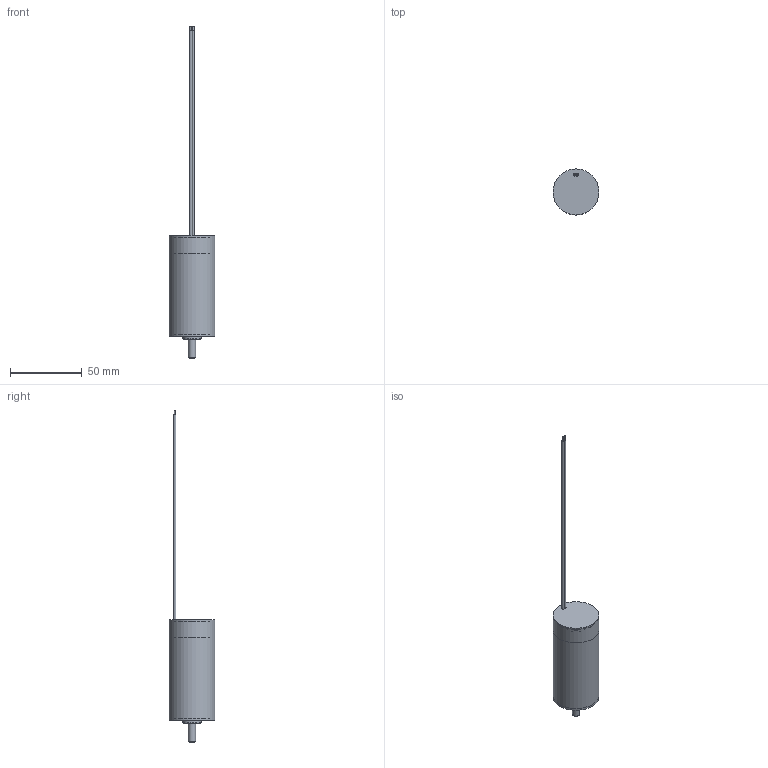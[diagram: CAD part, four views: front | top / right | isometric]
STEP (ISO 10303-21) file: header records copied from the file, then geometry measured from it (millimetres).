
FILE_DESCRIPTION (( 'STEP AP203' ), '1' );
FILE_NAME ('ECD3270 3D芞.STEP', '2025-12-03T10:00:15', ( 'Windows 蚚誧' ), ( 'Organization' ), 'SwSTEP 2.0', 'SolidWorks 2020', '' );
FILE_SCHEMA (( 'CONFIG_CONTROL_DESIGN' ));
Length unit declared in the file: millimetre
Products named in the file (9): 01.01.0017 ヶ傷裔; 01.02.0043 綴傷裔; 01.14.0126 傷赽盄; 05.01.0075 驱动板 VS-MD-25NT V1.0（新唐芯片）; 01.06.0006 粣創; 01.07.0019 儂褲; ECD3270 3Dͼ; 01.10.0020 粣; 01.02.0093 綴傷裔
Assembly tree (9 placements, depth 2):
  ECD3270 3Dͼ
    01.07.0019 儂褲
    01.01.0017 ヶ傷裔
    01.02.0093 綴傷裔
    01.02.0043 綴傷裔
    01.06.0006 粣創  x2
    01.10.0020 粣
    01.14.0126 傷赽盄
    05.01.0075 驱动板 VS-MD-25NT V1.0（新唐芯片）
Bounding box: 32 x 32 x 231.24 mm (x, y, z)
Volume: 18578 mm3; surface area: 26382.8 mm2
Topology: 10 solids, 10 shells, 377 faces, 1103 edges, 745 vertices
Faces by surface type: plane 124, sphere 120, cylinder 71, torus 53, cone 9
Full cylindrical faces by diameter (mm): 1 x4, 1.6 x2, 2.05 x2, 2.5 x6, 5 x3, 5.5 x1, 7.35 x4, 8.096 x4, 8.903 x2, 9 x1, 10.146 x2, 11 x1, 11.7 x8, 13 x5, 16 x1, 25 x2, 28 x1, 29 x2, 30 x2, 30.1 x1, 30.3 x1, 30.5 x4, 30.8 x2, 32 x4
Entity records: 9867 total; most frequent: CARTESIAN_POINT 2732, DIRECTION 1270, ORIENTED_EDGE 1188, AXIS2_PLACEMENT_3D 595, EDGE_CURVE 594, EDGE_LOOP 443, VERTEX_POINT 441, CIRCLE 330
